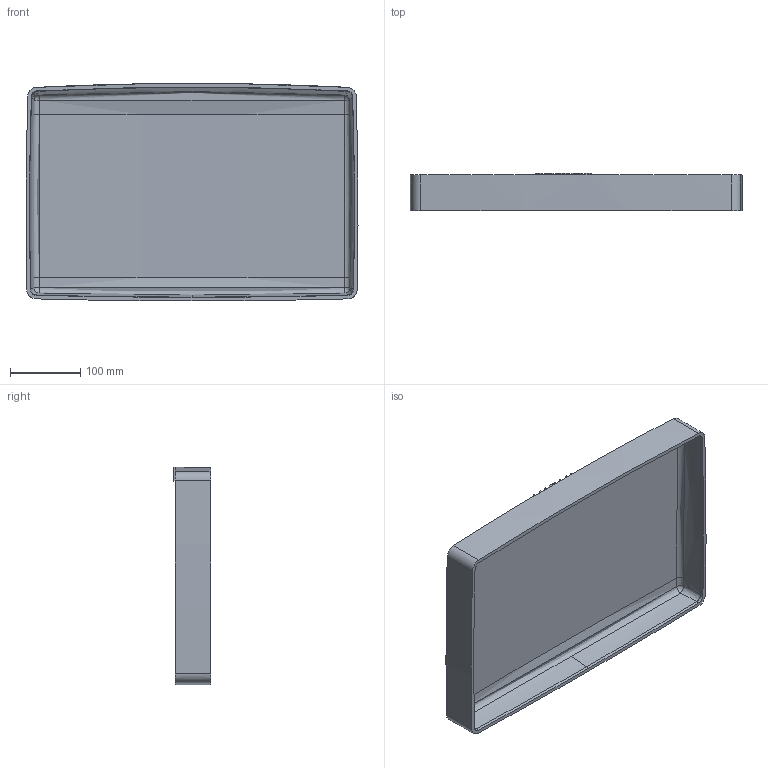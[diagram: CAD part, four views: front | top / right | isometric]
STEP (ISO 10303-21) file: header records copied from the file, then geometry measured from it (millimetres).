
FILE_DESCRIPTION (( 'STEP AP203' ), '1' );
FILE_NAME ('1490_TOP.STEP', '2005-08-19T17:50:39', ( ' ' ), ( ' ' ), 'SwSTEP 2.0', 'SolidWorks 2005143', '' );
FILE_SCHEMA (( 'CONFIG_CONTROL_DESIGN' ));
Length unit declared in the file: inch
Products named in the file (1): 1490_TOP
Bounding box: 471.34 x 53.34 x 309.16 mm (x, y, z)
Volume: 1693822.6 mm3; surface area: 413114.7 mm2
Topology: 1 solids, 1 shells, 109 faces, 273 edges, 173 vertices
Faces by surface type: plane 49, bspline 37, torus 9, cylinder 5, cone 5, sphere 4
Entity records: 10648 total; most frequent: CARTESIAN_POINT 8198, ORIENTED_EDGE 546, DIRECTION 388, EDGE_CURVE 273, VERTEX_POINT 173, LINE 140, VECTOR 140, AXIS2_PLACEMENT_3D 124
